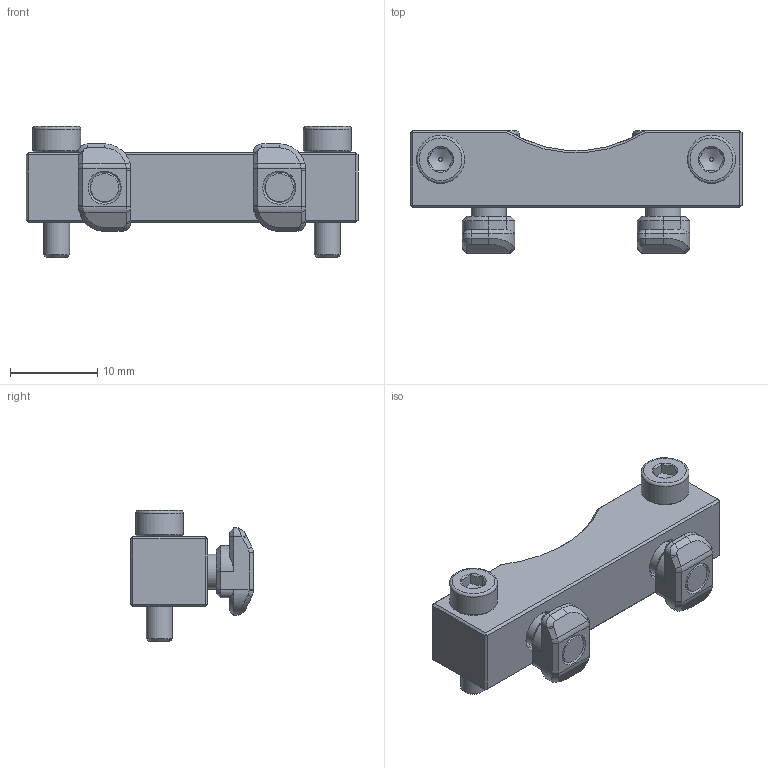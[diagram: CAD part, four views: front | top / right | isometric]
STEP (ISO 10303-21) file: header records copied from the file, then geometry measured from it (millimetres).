
FILE_DESCRIPTION(('FreeCAD Model'),'2;1');
FILE_NAME('Open CASCADE Shape Model','2024-11-01T14:44:12',(''),(''), 'Open CASCADE STEP processor 7.6','FreeCAD','Unknown');
FILE_SCHEMA(('CONFIG_CONTROL_DESIGN','SHAPE_APPEARANCE_LAYER_MIM'));
Length unit declared in the file: millimetre
Products named in the file (8): Unnamed1; NEMA 17 C_001; M4 T-Nut_003; M4 T-Nut_004; M4 Hex Socket Cap Screw_001; M4 Hex Socket Cap Screw_002; M3 Hex Socket Cap Screw_003; M3 Hex Socket Cap Screw_004
Assembly tree (7 placements, depth 2):
  Unnamed1
    NEMA 17 C_001
    M4 T-Nut_003
    M4 T-Nut_004
    M4 Hex Socket Cap Screw_001
    M4 Hex Socket Cap Screw_002
    M3 Hex Socket Cap Screw_003
    M3 Hex Socket Cap Screw_004
Bounding box: 38 x 14.05 x 15 mm (x, y, z)
Volume: 2924.8 mm3; surface area: 3176.7 mm2
Topology: 7 solids, 7 shells, 240 faces, 524 edges, 306 vertices
Faces by surface type: plane 127, cone 52, cylinder 37, bspline 16, revolution 8
Full cylindrical faces by diameter (mm): 3 x2, 3.25 x2, 3.3 x2, 4 x2, 4.5 x2, 5.5 x2, 7 x2, 7.5 x2
Entity records: 15339 total; most frequent: CARTESIAN_POINT 4471, DIRECTION 1978, LINE 1059, VECTOR 1059, ORIENTED_EDGE 1048, PCURVE 1048, DEFINITIONAL_REPRESENTATION 1048, EDGE_CURVE 524
